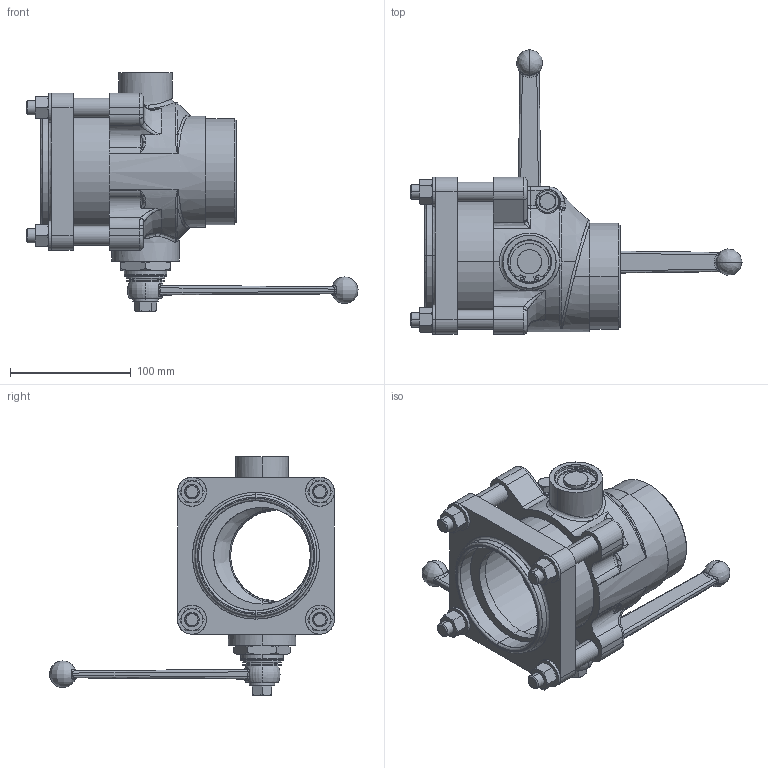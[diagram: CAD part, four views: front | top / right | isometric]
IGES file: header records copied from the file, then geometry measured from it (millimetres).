
Start section: SolidWorks IGES file using analytic representation for surfaces
Global section: file name: SGAV80GKL_251896.IGS; native system: SolidWorks 2010; preprocessor: SolidWorks 2010; author: LarsenR; date: 120924.081132; units: millimetre
Bounding box: 275.02 x 235.99 x 197.6 mm (x, y, z)
Surface area: 195434 mm2 (no closed solid volume)
Topology: 0 solids, 0 shells, 905 faces, 14570 edges, 14555 vertices
Faces by surface type: bspline 653, revolution 252
